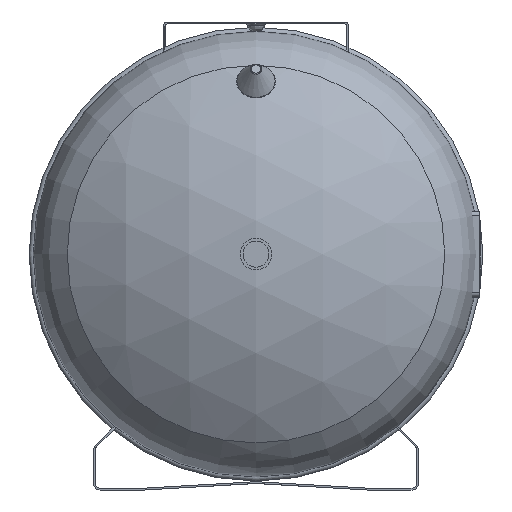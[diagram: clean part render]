
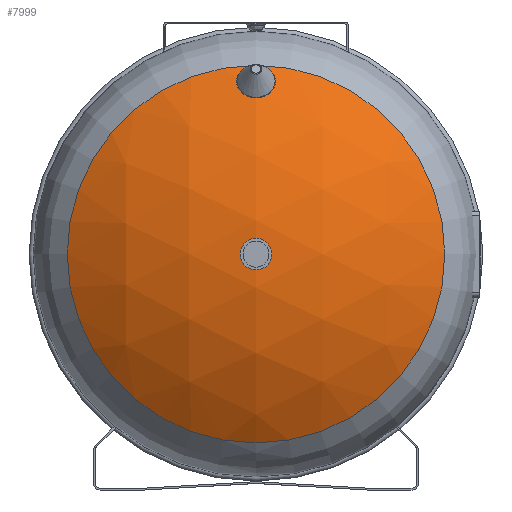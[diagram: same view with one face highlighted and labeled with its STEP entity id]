
A CAD part, left-side view. The second image highlights one B-rep face of the part: STEP entity #7999.
In plain terms, the highlighted spherical face has radius 354.5 mm.
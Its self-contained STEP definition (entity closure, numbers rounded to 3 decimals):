
#16=SPHERICAL_SURFACE($,#8823,354.5);
#754=FACE_OUTER_BOUND($,#1275,.T.);
#1275=EDGE_LOOP($,(#7045));
#1740=CIRCLE($,#8824,203.326);
#3894=VERTEX_POINT($,#14728);
#4976=EDGE_CURVE($,#3894,#3894,#1740,.T.);
#7045=ORIENTED_EDGE($,*,*,#4976,.F.);
#7999=ADVANCED_FACE($,(#754),#16,.T.);
#8823=AXIS2_PLACEMENT_3D($,#14727,#10949,#10950);
#8824=AXIS2_PLACEMENT_3D($,#14729,#10951,#10952);
#10949=DIRECTION('center_axis',(0.,1.,0.));
#10950=DIRECTION('ref_axis',(0.,0.,1.));
#10951=DIRECTION('center_axis',(1.,0.,0.));
#10952=DIRECTION('ref_axis',(0.,0.,-1.));
#14727=CARTESIAN_POINT('Origin',(-209.5,0.,0.));
#14728=CARTESIAN_POINT('',(-499.894,0.,-203.326));
#14729=CARTESIAN_POINT('Origin',(-499.894,0.,
0.));
